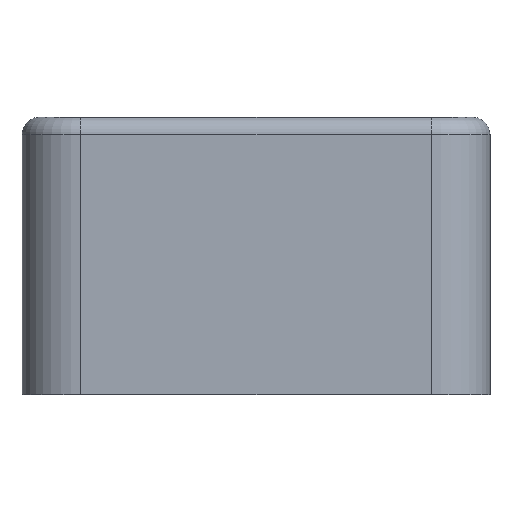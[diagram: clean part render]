
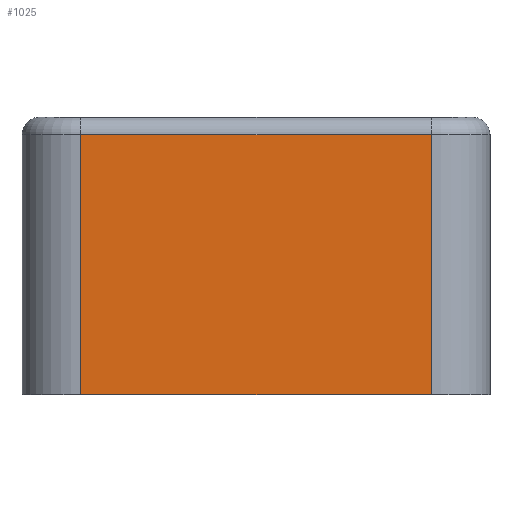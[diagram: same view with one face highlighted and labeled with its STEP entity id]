
A CAD part, left-side view. The second image highlights one B-rep face of the part: STEP entity #1025.
In plain terms, the highlighted planar face has unit normal (-1, 0, 0).
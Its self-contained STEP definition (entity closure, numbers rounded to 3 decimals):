
#18 = CARTESIAN_POINT ( 'NONE',  ( -19.5, -10.1, 0. ) ) ;
#32 = VECTOR ( 'NONE', #573, 1000. ) ;
#38 = EDGE_CURVE ( 'NONE', #1020, #649, #1202, .T. ) ;
#147 = CARTESIAN_POINT ( 'NONE',  ( -19.5, 10.1, 16. ) ) ;
#203 = LINE ( 'NONE', #1092, #387 ) ;
#266 = CARTESIAN_POINT ( 'NONE',  ( -19.5, 10.1, 15. ) ) ;
#387 = VECTOR ( 'NONE', #708, 1000. ) ;
#412 = CARTESIAN_POINT ( 'NONE',  ( -19.5, -10.1, 15. ) ) ;
#440 = VECTOR ( 'NONE', #827, 1000. ) ;
#523 = ORIENTED_EDGE ( 'NONE', *, *, #737, .F. ) ;
#561 = LINE ( 'NONE', #668, #640 ) ;
#573 = DIRECTION ( 'NONE',  ( 0., 1., 0. ) ) ;
#625 = DIRECTION ( 'NONE',  ( 1., 0., 0. ) ) ;
#630 = CARTESIAN_POINT ( 'NONE',  ( -19.5, 10.1, 15. ) ) ;
#640 = VECTOR ( 'NONE', #1060, 1000. ) ;
#649 = VERTEX_POINT ( 'NONE', #1055 ) ;
#668 = CARTESIAN_POINT ( 'NONE',  ( -19.5, -10.1, 16. ) ) ;
#708 = DIRECTION ( 'NONE',  ( 0., -1., 0. ) ) ;
#720 = CARTESIAN_POINT ( 'NONE',  ( -19.5, 10.1, 16. ) ) ;
#737 = EDGE_CURVE ( 'NONE', #1254, #773, #561, .T. ) ;
#773 = VERTEX_POINT ( 'NONE', #18 ) ;
#827 = DIRECTION ( 'NONE',  ( 0., 0., -1. ) ) ;
#856 = LINE ( 'NONE', #266, #32 ) ;
#889 = ORIENTED_EDGE ( 'NONE', *, *, #1177, .T. ) ;
#905 = EDGE_LOOP ( 'NONE', ( #523, #997, #983, #889 ) ) ;
#983 = ORIENTED_EDGE ( 'NONE', *, *, #38, .T. ) ;
#997 = ORIENTED_EDGE ( 'NONE', *, *, #1123, .T. ) ;
#1020 = VERTEX_POINT ( 'NONE', #630 ) ;
#1025 = ADVANCED_FACE ( 'NONE', ( #1134 ), #1042, .F. ) ;
#1042 = PLANE ( 'NONE',  #1279 ) ;
#1055 = CARTESIAN_POINT ( 'NONE',  ( -19.5, 10.1, 0. ) ) ;
#1060 = DIRECTION ( 'NONE',  ( 0., 0., -1. ) ) ;
#1092 = CARTESIAN_POINT ( 'NONE',  ( -19.5, 10.1, 0. ) ) ;
#1123 = EDGE_CURVE ( 'NONE', #1254, #1020, #856, .T. ) ;
#1134 = FACE_OUTER_BOUND ( 'NONE', #905, .T. ) ;
#1177 = EDGE_CURVE ( 'NONE', #649, #773, #203, .T. ) ;
#1202 = LINE ( 'NONE', #720, #440 ) ;
#1221 = DIRECTION ( 'NONE',  ( 0., 0., -1. ) ) ;
#1254 = VERTEX_POINT ( 'NONE', #412 ) ;
#1279 = AXIS2_PLACEMENT_3D ( 'NONE', #147, #625, #1221 ) ;
